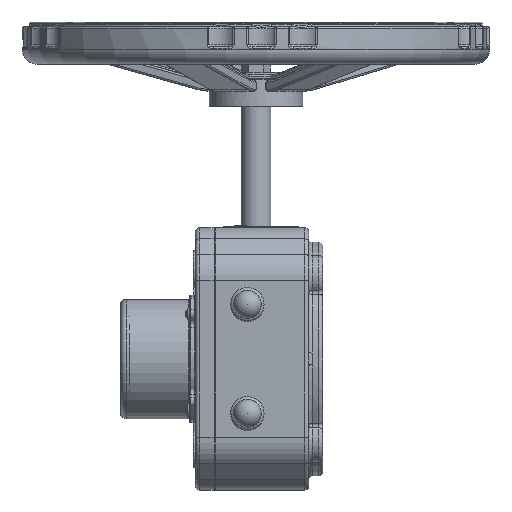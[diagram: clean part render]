
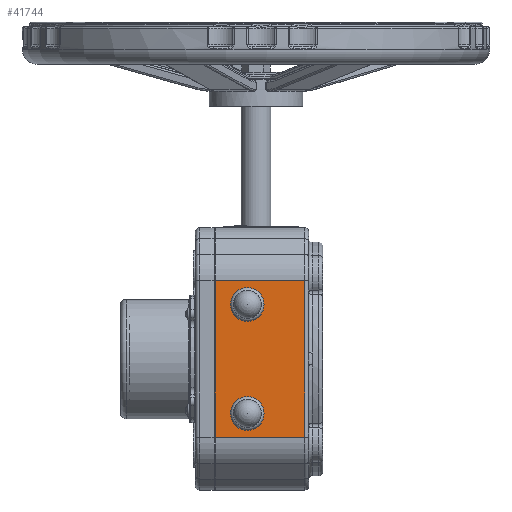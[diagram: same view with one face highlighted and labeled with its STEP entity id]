
A CAD part, left-side view. The second image highlights one B-rep face of the part: STEP entity #41744.
In plain terms, the highlighted planar face has unit normal (-1, 0, 0).
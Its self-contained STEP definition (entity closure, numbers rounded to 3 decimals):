
#896=CIRCLE('',#44392,9.);
#901=CIRCLE('',#44399,9.);
#5345=FACE_BOUND('',#8826,.T.);
#5346=FACE_BOUND('',#8827,.T.);
#6351=FACE_OUTER_BOUND('',#8825,.T.);
#8825=EDGE_LOOP('',(#29351,#29352,#29353,#29354));
#8826=EDGE_LOOP('',(#29355));
#8827=EDGE_LOOP('',(#29356));
#11437=LINE('',#60318,#14195);
#11471=LINE('',#60760,#14229);
#11472=LINE('',#60764,#14230);
#11473=LINE('',#60765,#14231);
#14195=VECTOR('',#48968,10.);
#14229=VECTOR('',#49182,10.);
#14230=VECTOR('',#49187,10.);
#14231=VECTOR('',#49188,10.);
#18412=VERTEX_POINT('',#59990);
#18416=VERTEX_POINT('',#60002);
#18470=VERTEX_POINT('',#60315);
#18471=VERTEX_POINT('',#60317);
#18526=VERTEX_POINT('',#60759);
#18527=VERTEX_POINT('',#60763);
#22440=EDGE_CURVE('',#18412,#18412,#896,.T.);
#22446=EDGE_CURVE('',#18416,#18416,#901,.T.);
#22555=EDGE_CURVE('',#18470,#18471,#11437,.T.);
#22645=EDGE_CURVE('',#18471,#18526,#11471,.T.);
#22647=EDGE_CURVE('',#18527,#18470,#11472,.T.);
#22648=EDGE_CURVE('',#18527,#18526,#11473,.T.);
#29351=ORIENTED_EDGE('',*,*,#22555,.F.);
#29352=ORIENTED_EDGE('',*,*,#22647,.F.);
#29353=ORIENTED_EDGE('',*,*,#22648,.T.);
#29354=ORIENTED_EDGE('',*,*,#22645,.F.);
#29355=ORIENTED_EDGE('',*,*,#22446,.T.);
#29356=ORIENTED_EDGE('',*,*,#22440,.T.);
#40777=PLANE('',#44620);
#41744=ADVANCED_FACE('',(#6351,#5345,#5346),#40777,.T.);
#44392=AXIS2_PLACEMENT_3D('',#59992,#48676,#48677);
#44399=AXIS2_PLACEMENT_3D('',#60004,#48691,#48692);
#44620=AXIS2_PLACEMENT_3D('',#60762,#49185,#49186);
#48676=DIRECTION('center_axis',(1.,0.,0.));
#48677=DIRECTION('ref_axis',(0.,0.,1.));
#48691=DIRECTION('center_axis',(1.,0.,0.));
#48692=DIRECTION('ref_axis',(0.,0.,1.));
#48968=DIRECTION('',(0.,-1.,0.));
#49182=DIRECTION('',(0.,0.,-1.));
#49185=DIRECTION('center_axis',(-1.,0.,0.));
#49186=DIRECTION('ref_axis',(0.,-1.,0.));
#49187=DIRECTION('',(0.,0.,1.));
#49188=DIRECTION('',(0.,-1.,0.));
#59990=CARTESIAN_POINT('',(-47.5,-29.099,8.182));
#59992=CARTESIAN_POINT('Origin',(-47.5,-29.099,17.182));
#60002=CARTESIAN_POINT('',(-47.5,29.099,8.182));
#60004=CARTESIAN_POINT('Origin',(-47.5,29.099,17.182));
#60315=CARTESIAN_POINT('',(-47.5,41.716,48.));
#60317=CARTESIAN_POINT('',(-47.5,-41.716,48.));
#60318=CARTESIAN_POINT('',(-47.5,35.,48.));
#60759=CARTESIAN_POINT('',(-47.5,-41.716,0.));
#60760=CARTESIAN_POINT('',(-47.5,-41.716,0.));
#60762=CARTESIAN_POINT('Origin',(-47.5,70.,0.));
#60763=CARTESIAN_POINT('',(-47.5,41.716,0.));
#60764=CARTESIAN_POINT('',(-47.5,41.716,0.));
#60765=CARTESIAN_POINT('',(-47.5,70.,0.));
